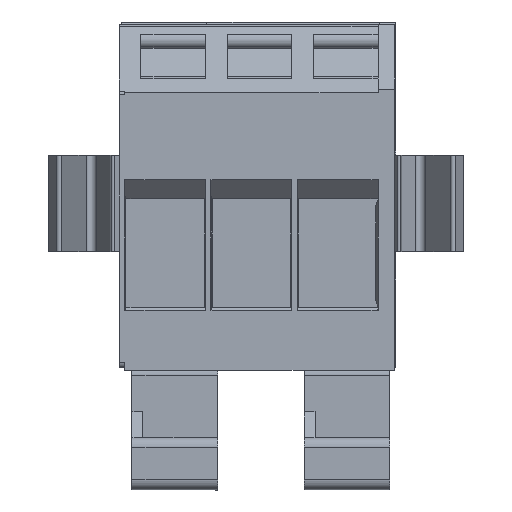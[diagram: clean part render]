
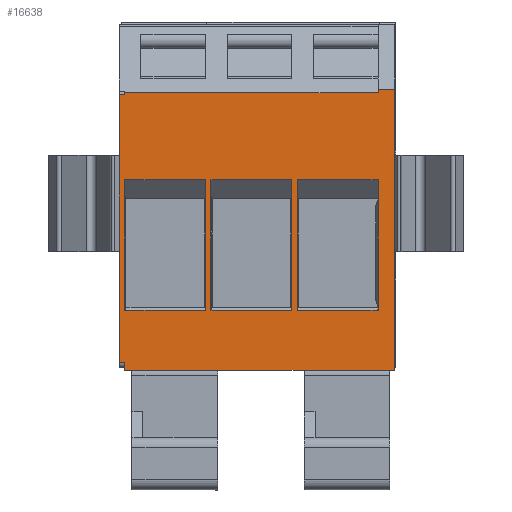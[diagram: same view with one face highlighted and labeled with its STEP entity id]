
A CAD part, left-side view. The second image highlights one B-rep face of the part: STEP entity #16638.
In plain terms, the highlighted planar face has unit normal (-1, 0, 0).
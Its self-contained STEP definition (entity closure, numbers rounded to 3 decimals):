
#2502=ORIENTED_EDGE('',*,*,#6192,.F.);
#2503=ORIENTED_EDGE('',*,*,#7101,.F.);
#2504=ORIENTED_EDGE('',*,*,#7102,.T.);
#2505=ORIENTED_EDGE('',*,*,#6078,.T.);
#2506=ORIENTED_EDGE('',*,*,#7103,.T.);
#2507=ORIENTED_EDGE('',*,*,#6249,.F.);
#2508=ORIENTED_EDGE('',*,*,#7104,.T.);
#2509=ORIENTED_EDGE('',*,*,#7105,.F.);
#2510=ORIENTED_EDGE('',*,*,#7106,.T.);
#2511=ORIENTED_EDGE('',*,*,#7099,.T.);
#2512=ORIENTED_EDGE('',*,*,#7107,.T.);
#2513=ORIENTED_EDGE('',*,*,#6202,.F.);
#2514=ORIENTED_EDGE('',*,*,#7108,.F.);
#2515=ORIENTED_EDGE('',*,*,#7109,.T.);
#2516=ORIENTED_EDGE('',*,*,#7110,.T.);
#2517=ORIENTED_EDGE('',*,*,#6328,.T.);
#2518=ORIENTED_EDGE('',*,*,#7111,.F.);
#2519=ORIENTED_EDGE('',*,*,#7112,.T.);
#2520=ORIENTED_EDGE('',*,*,#7113,.T.);
#2521=ORIENTED_EDGE('',*,*,#6298,.T.);
#2522=ORIENTED_EDGE('',*,*,#7114,.F.);
#2523=ORIENTED_EDGE('',*,*,#7115,.T.);
#6078=EDGE_CURVE('',#8589,#8591,#10262,.T.);
#6192=EDGE_CURVE('',#8700,#8701,#10330,.T.);
#6202=EDGE_CURVE('',#8709,#8703,#10340,.T.);
#6249=EDGE_CURVE('',#8749,#8750,#10372,.T.);
#6298=EDGE_CURVE('',#8796,#8797,#10408,.T.);
#6328=EDGE_CURVE('',#8825,#8826,#10432,.T.);
#7099=EDGE_CURVE('',#9338,#8701,#10968,.T.);
#7101=EDGE_CURVE('',#9339,#8700,#10970,.T.);
#7102=EDGE_CURVE('',#9339,#8589,#10971,.T.);
#7103=EDGE_CURVE('',#8591,#8750,#10972,.T.);
#7104=EDGE_CURVE('',#8749,#9340,#10973,.T.);
#7105=EDGE_CURVE('',#9341,#9340,#10974,.T.);
#7106=EDGE_CURVE('',#9341,#9338,#10975,.T.);
#7107=EDGE_CURVE('',#9342,#8703,#10976,.T.);
#7108=EDGE_CURVE('',#9343,#8709,#10977,.T.);
#7109=EDGE_CURVE('',#9343,#9342,#10978,.T.);
#7110=EDGE_CURVE('',#9344,#8825,#10979,.T.);
#7111=EDGE_CURVE('',#9345,#8826,#10980,.T.);
#7112=EDGE_CURVE('',#9345,#9344,#10981,.T.);
#7113=EDGE_CURVE('',#9346,#8796,#10982,.T.);
#7114=EDGE_CURVE('',#9347,#8797,#10983,.T.);
#7115=EDGE_CURVE('',#9347,#9346,#10984,.T.);
#8589=VERTEX_POINT('',#23623);
#8591=VERTEX_POINT('',#23627);
#8700=VERTEX_POINT('',#23854);
#8701=VERTEX_POINT('',#23856);
#8703=VERTEX_POINT('',#23862);
#8709=VERTEX_POINT('',#23874);
#8749=VERTEX_POINT('',#23973);
#8750=VERTEX_POINT('',#23975);
#8796=VERTEX_POINT('',#24081);
#8797=VERTEX_POINT('',#24082);
#8825=VERTEX_POINT('',#24146);
#8826=VERTEX_POINT('',#24147);
#9338=VERTEX_POINT('',#25767);
#9339=VERTEX_POINT('',#25771);
#9340=VERTEX_POINT('',#25775);
#9341=VERTEX_POINT('',#25777);
#9342=VERTEX_POINT('',#25780);
#9343=VERTEX_POINT('',#25782);
#9344=VERTEX_POINT('',#25785);
#9345=VERTEX_POINT('',#25787);
#9346=VERTEX_POINT('',#25790);
#9347=VERTEX_POINT('',#25792);
#10262=LINE('',#23628,#12164);
#10330=LINE('',#23855,#12232);
#10340=LINE('',#23875,#12242);
#10372=LINE('',#23974,#12274);
#10408=LINE('',#24080,#12310);
#10432=LINE('',#24145,#12334);
#10968=LINE('',#25766,#12870);
#10970=LINE('',#25770,#12872);
#10971=LINE('',#25772,#12873);
#10972=LINE('',#25773,#12874);
#10973=LINE('',#25774,#12875);
#10974=LINE('',#25776,#12876);
#10975=LINE('',#25778,#12877);
#10976=LINE('',#25779,#12878);
#10977=LINE('',#25781,#12879);
#10978=LINE('',#25783,#12880);
#10979=LINE('',#25784,#12881);
#10980=LINE('',#25786,#12882);
#10981=LINE('',#25788,#12883);
#10982=LINE('',#25789,#12884);
#10983=LINE('',#25791,#12885);
#10984=LINE('',#25793,#12886);
#12164=VECTOR('',#18790,1000.);
#12232=VECTOR('',#18958,1000.);
#12242=VECTOR('',#18970,1000.);
#12274=VECTOR('',#19056,1000.);
#12310=VECTOR('',#19140,1000.);
#12334=VECTOR('',#19188,1000.);
#12870=VECTOR('',#20660,1000.);
#12872=VECTOR('',#20664,1000.);
#12873=VECTOR('',#20665,1000.);
#12874=VECTOR('',#20666,1000.);
#12875=VECTOR('',#20667,1000.);
#12876=VECTOR('',#20668,1000.);
#12877=VECTOR('',#20669,1000.);
#12878=VECTOR('',#20670,1000.);
#12879=VECTOR('',#20671,1000.);
#12880=VECTOR('',#20672,1000.);
#12881=VECTOR('',#20673,1000.);
#12882=VECTOR('',#20674,1000.);
#12883=VECTOR('',#20675,1000.);
#12884=VECTOR('',#20676,1000.);
#12885=VECTOR('',#20677,1000.);
#12886=VECTOR('',#20678,1000.);
#14271=EDGE_LOOP('',(#2502,#2503,#2504,#2505,#2506,#2507,#2508,#2509,#2510,
#2511));
#14272=EDGE_LOOP('',(#2512,#2513,#2514,#2515));
#14273=EDGE_LOOP('',(#2516,#2517,#2518,#2519));
#14274=EDGE_LOOP('',(#2520,#2521,#2522,#2523));
#15163=FACE_BOUND('',#14271,.T.);
#15164=FACE_BOUND('',#14272,.T.);
#15165=FACE_BOUND('',#14273,.T.);
#15166=FACE_BOUND('',#14274,.T.);
#15931=PLANE('',#17796);
#16638=ADVANCED_FACE('',(#15163,#15164,#15165,#15166),#15931,.T.);
#17796=AXIS2_PLACEMENT_3D('',#25769,#20662,#20663);
#18790=DIRECTION('',(0.,1.,0.));
#18958=DIRECTION('',(0.,0.,1.));
#18970=DIRECTION('',(0.,0.,1.));
#19056=DIRECTION('',(0.,1.,0.));
#19140=DIRECTION('',(0.,0.,-1.));
#19188=DIRECTION('',(0.,0.,-1.));
#20660=DIRECTION('',(0.,1.,0.));
#20662=DIRECTION('',(-1.,0.,0.));
#20663=DIRECTION('',(0.,-1.,0.));
#20664=DIRECTION('',(0.,-1.,0.));
#20665=DIRECTION('',(0.,0.,-1.));
#20666=DIRECTION('',(0.,0.,-1.));
#20667=DIRECTION('',(0.,0.,-1.));
#20668=DIRECTION('',(0.,1.,0.));
#20669=DIRECTION('',(0.,0.,1.));
#20670=DIRECTION('',(0.,-1.,0.));
#20671=DIRECTION('',(0.,-1.,0.));
#20672=DIRECTION('',(0.,0.,1.));
#20673=DIRECTION('',(0.,-1.,0.));
#20674=DIRECTION('',(0.,-1.,0.));
#20675=DIRECTION('',(0.,0.,1.));
#20676=DIRECTION('',(0.,-1.,0.));
#20677=DIRECTION('',(0.,-1.,0.));
#20678=DIRECTION('',(0.,0.,1.));
#23623=CARTESIAN_POINT('',(-41.143,-0.5,8.513));
#23627=CARTESIAN_POINT('',(-41.143,0.,8.513));
#23628=CARTESIAN_POINT('',(-41.143,-8.,8.513));
#23854=CARTESIAN_POINT('',(-41.143,-24.15,8.72));
#23855=CARTESIAN_POINT('',(-41.143,-24.15,-17.198));
#23856=CARTESIAN_POINT('',(-41.143,-24.15,9.062));
#23862=CARTESIAN_POINT('',(-41.143,-24.15,0.599));
#23874=CARTESIAN_POINT('',(-41.143,-24.15,-11.608));
#23875=CARTESIAN_POINT('',(-41.143,-24.15,-17.198));
#23973=CARTESIAN_POINT('',(-41.143,-0.5,-16.438));
#23974=CARTESIAN_POINT('',(-41.143,-8.,-16.438));
#23975=CARTESIAN_POINT('',(-41.143,0.,-16.438));
#24080=CARTESIAN_POINT('',(-41.143,-8.05,-16.438));
#24081=CARTESIAN_POINT('',(-41.143,-8.05,0.599));
#24082=CARTESIAN_POINT('',(-41.143,-8.05,-11.608));
#24145=CARTESIAN_POINT('',(-41.143,-16.1,-16.438));
#24146=CARTESIAN_POINT('',(-41.143,-16.1,0.599));
#24147=CARTESIAN_POINT('',(-41.143,-16.1,-11.608));
#25766=CARTESIAN_POINT('',(-41.143,-25.65,9.062));
#25767=CARTESIAN_POINT('',(-41.143,-25.65,9.062));
#25769=CARTESIAN_POINT('',(-41.143,-25.65,-17.198));
#25770=CARTESIAN_POINT('',(-41.143,-0.5,8.72));
#25771=CARTESIAN_POINT('',(-41.143,-0.5,8.72));
#25772=CARTESIAN_POINT('',(-41.143,-0.5,0.599));
#25773=CARTESIAN_POINT('',(-41.143,0.,-16.438));
#25774=CARTESIAN_POINT('',(-41.143,-0.5,-17.198));
#25775=CARTESIAN_POINT('',(-41.143,-0.5,-17.198));
#25776=CARTESIAN_POINT('',(-41.143,-25.65,-17.198));
#25777=CARTESIAN_POINT('',(-41.143,-25.65,-17.198));
#25778=CARTESIAN_POINT('',(-41.143,-25.65,-17.198));
#25779=CARTESIAN_POINT('',(-41.143,-16.6,0.599));
#25780=CARTESIAN_POINT('',(-41.143,-16.6,0.599));
#25781=CARTESIAN_POINT('',(-41.143,-16.6,-11.608));
#25782=CARTESIAN_POINT('',(-41.143,-16.6,-11.608));
#25783=CARTESIAN_POINT('',(-41.143,-16.6,0.599));
#25784=CARTESIAN_POINT('',(-41.143,-8.55,0.599));
#25785=CARTESIAN_POINT('',(-41.143,-8.55,0.599));
#25786=CARTESIAN_POINT('',(-41.143,-8.55,-11.608));
#25787=CARTESIAN_POINT('',(-41.143,-8.55,-11.608));
#25788=CARTESIAN_POINT('',(-41.143,-8.55,0.599));
#25789=CARTESIAN_POINT('',(-41.143,-0.5,0.599));
#25790=CARTESIAN_POINT('',(-41.143,-0.5,0.599));
#25791=CARTESIAN_POINT('',(-41.143,-0.5,-11.608));
#25792=CARTESIAN_POINT('',(-41.143,-0.5,-11.608));
#25793=CARTESIAN_POINT('',(-41.143,-0.5,0.599));
